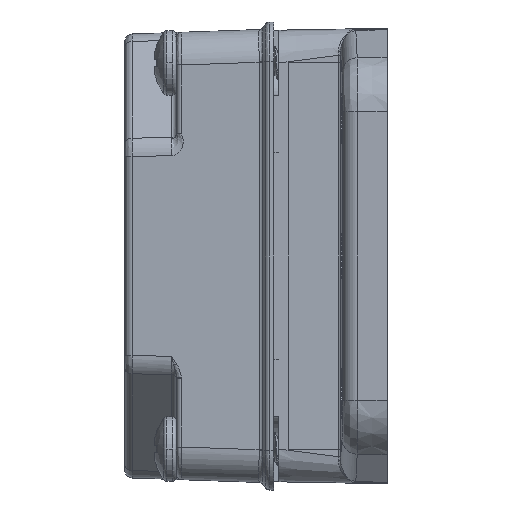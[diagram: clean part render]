
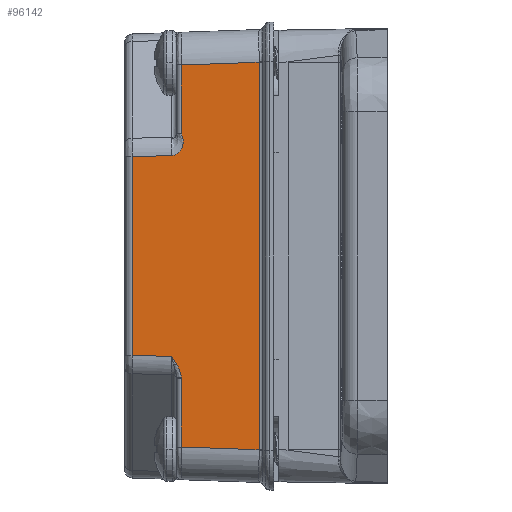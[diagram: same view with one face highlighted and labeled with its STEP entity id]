
A CAD part, left-side view. The second image highlights one B-rep face of the part: STEP entity #96142.
In plain terms, the highlighted planar face has unit normal (-0.999, 0.035, 0).
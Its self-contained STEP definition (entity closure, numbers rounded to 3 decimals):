
#13573=CARTESIAN_POINT('',(-63.205,39.935,
37.059));
#13619=DIRECTION('',(0.,0.,-1.));
#13620=VECTOR('',#13619,75.171);
#13621=CARTESIAN_POINT('',(-63.731,24.862,
37.585));
#13622=LINE('',#13621,#13620);
#13623=DIRECTION('',(-0.035,-0.999,-0.035));
#13624=VECTOR('',#13623,15.091);
#13625=CARTESIAN_POINT('',(-63.205,39.935,
-37.059));
#13626=LINE('',#13625,#13624);
#13627=DIRECTION('',(0.,0.,1.));
#13628=VECTOR('',#13627,13.199);
#13629=CARTESIAN_POINT('',(-63.205,39.935,
-37.059));
#13630=LINE('',#13629,#13628);
#13631=CARTESIAN_POINT('',(-63.205,39.935,
-23.86));
#13632=CARTESIAN_POINT('',(-63.205,39.935,
-23.821));
#13633=CARTESIAN_POINT('',(-63.205,39.936,
-23.742));
#13634=CARTESIAN_POINT('',(-63.205,39.941,
-23.625));
#13635=CARTESIAN_POINT('',(-63.205,39.947,
-23.548));
#13636=CARTESIAN_POINT('',(-63.205,39.95,
-23.509));
#13638=CARTESIAN_POINT('',(-63.205,39.95,
-23.509));
#13639=CARTESIAN_POINT('',(-63.204,39.958,
-23.425));
#13640=CARTESIAN_POINT('',(-63.204,39.978,
-23.252));
#13641=CARTESIAN_POINT('',(-63.202,40.028,
-22.98));
#13642=CARTESIAN_POINT('',(-63.199,40.098,
-22.693));
#13643=CARTESIAN_POINT('',(-63.196,40.191,
-22.388));
#13644=CARTESIAN_POINT('',(-63.192,40.311,
-22.063));
#13645=CARTESIAN_POINT('',(-63.187,40.463,
-21.713));
#13646=CARTESIAN_POINT('',(-63.18,40.653,
-21.328));
#13647=CARTESIAN_POINT('',(-63.174,40.812,
-21.045));
#13648=CARTESIAN_POINT('',(-63.171,40.9,-20.897));
#13650=DIRECTION('',(-0.035,-0.999,-0.014));
#13651=VECTOR('',#13650,7.593);
#13652=CARTESIAN_POINT('',(-62.873,49.452,
-19.335));
#13653=LINE('',#13652,#13651);
#13654=DIRECTION('',(0.,0.,1.));
#13655=VECTOR('',#13654,38.67);
#13656=CARTESIAN_POINT('',(-62.873,49.452,
-19.335));
#13657=LINE('',#13656,#13655);
#13658=DIRECTION('',(0.035,0.999,-0.014));
#13659=VECTOR('',#13658,7.593);
#13660=CARTESIAN_POINT('',(-63.138,41.865,
19.445));
#13661=LINE('',#13660,#13659);
#13662=CARTESIAN_POINT('',(-63.138,41.865,
19.445));
#13663=CARTESIAN_POINT('',(-63.139,41.819,
19.445));
#13664=CARTESIAN_POINT('',(-63.142,41.729,
19.451));
#13665=CARTESIAN_POINT('',(-63.147,41.596,
19.469));
#13666=CARTESIAN_POINT('',(-63.152,41.465,
19.498));
#13667=CARTESIAN_POINT('',(-63.156,41.335,
19.537));
#13668=CARTESIAN_POINT('',(-63.161,41.204,
19.587));
#13669=CARTESIAN_POINT('',(-63.166,41.07,
19.649));
#13670=CARTESIAN_POINT('',(-63.17,40.928,
19.727));
#13671=CARTESIAN_POINT('',(-63.176,40.777,
19.824));
#13672=CARTESIAN_POINT('',(-63.181,40.617,
19.943));
#13673=CARTESIAN_POINT('',(-63.187,40.458,
20.082));
#13674=CARTESIAN_POINT('',(-63.192,40.308,
20.236));
#13675=CARTESIAN_POINT('',(-63.197,40.171,
20.398));
#13676=CARTESIAN_POINT('',(-63.201,40.048,
20.57));
#13677=CARTESIAN_POINT('',(-63.205,39.938,
20.749));
#13678=CARTESIAN_POINT('',(-63.208,39.842,
20.936));
#13679=CARTESIAN_POINT('',(-63.211,39.761,
21.129));
#13680=CARTESIAN_POINT('',(-63.214,39.695,
21.327));
#13681=CARTESIAN_POINT('',(-63.215,39.644,
21.53));
#13682=CARTESIAN_POINT('',(-63.217,39.608,
21.739));
#13683=CARTESIAN_POINT('',(-63.217,39.587,
21.953));
#13684=CARTESIAN_POINT('',(-63.217,39.583,
22.164));
#13685=CARTESIAN_POINT('',(-63.217,39.594,
22.363));
#13686=CARTESIAN_POINT('',(-63.216,39.614,
22.542));
#13687=CARTESIAN_POINT('',(-63.215,39.641,
22.699));
#13688=CARTESIAN_POINT('',(-63.214,39.67,
22.837));
#13689=CARTESIAN_POINT('',(-63.213,39.701,
22.96));
#13690=CARTESIAN_POINT('',(-63.212,39.731,
23.071));
#13691=CARTESIAN_POINT('',(-63.211,39.762,
23.171));
#13692=CARTESIAN_POINT('',(-63.21,39.79,
23.262));
#13693=CARTESIAN_POINT('',(-63.209,39.816,
23.344));
#13694=CARTESIAN_POINT('',(-63.208,39.84,
23.417));
#13695=CARTESIAN_POINT('',(-63.208,39.861,
23.483));
#13696=CARTESIAN_POINT('',(-63.207,39.879,
23.546));
#13697=CARTESIAN_POINT('',(-63.206,39.896,
23.606));
#13698=CARTESIAN_POINT('',(-63.206,39.911,
23.668));
#13699=CARTESIAN_POINT('',(-63.206,39.924,
23.732));
#13700=CARTESIAN_POINT('',(-63.205,39.933,
23.796));
#13701=CARTESIAN_POINT('',(-63.205,39.935,
23.839));
#13702=CARTESIAN_POINT('',(-63.205,39.935,
23.86));
#13704=DIRECTION('',(0.,0.,1.));
#13705=VECTOR('',#13704,13.199);
#13706=CARTESIAN_POINT('',(-63.205,39.935,
23.86));
#13707=LINE('',#13706,#13705);
#13708=DIRECTION('',(-0.035,-0.999,0.035));
#13709=VECTOR('',#13708,15.091);
#13710=CARTESIAN_POINT('',(-63.205,39.935,
37.059));
#13711=LINE('',#13710,#13709);
#15467=CARTESIAN_POINT('',(-63.171,40.9,-20.897));
#15468=CARTESIAN_POINT('',(-63.168,40.985,
-20.754));
#15469=CARTESIAN_POINT('',(-63.162,41.17,
-20.455));
#15470=CARTESIAN_POINT('',(-63.151,41.496,
-19.969));
#15471=CARTESIAN_POINT('',(-63.142,41.738,
-19.624));
#15472=CARTESIAN_POINT('',(-63.138,41.865,
-19.445));
#76587=CARTESIAN_POINT('',(-62.873,49.452,
-19.335));
#76588=CARTESIAN_POINT('',(-62.873,49.452,
19.335));
#76589=VERTEX_POINT('',#76587);
#76590=VERTEX_POINT('',#76588);
#76650=CARTESIAN_POINT('',(-63.731,24.862,
37.585));
#76651=CARTESIAN_POINT('',(-63.731,24.862,
-37.585));
#76652=VERTEX_POINT('',#76650);
#76653=VERTEX_POINT('',#76651);
#76730=VERTEX_POINT('',#13573);
#76731=CARTESIAN_POINT('',(-63.205,39.935,
23.86));
#76732=VERTEX_POINT('',#76731);
#76733=CARTESIAN_POINT('',(-63.205,39.935,
-37.059));
#76734=CARTESIAN_POINT('',(-63.205,39.935,
-23.86));
#76735=VERTEX_POINT('',#76733);
#76736=VERTEX_POINT('',#76734);
#76891=CARTESIAN_POINT('',(-63.138,41.865,
19.445));
#76892=VERTEX_POINT('',#76891);
#76907=CARTESIAN_POINT('',(-63.138,41.865,
-19.445));
#76908=VERTEX_POINT('',#76907);
#77269=VERTEX_POINT('',#13636);
#77270=VERTEX_POINT('',#13648);
#96113=CARTESIAN_POINT('',(-63.8,22.9,-47.046));
#96114=DIRECTION('',(-0.999,0.035,0.));
#96115=DIRECTION('',(0.,0.,-1.));
#96116=AXIS2_PLACEMENT_3D('',#96113,#96114,#96115);
#96117=PLANE('',#96116);
#96118=ORIENTED_EDGE('',*,*,#96104,.T.);
#96120=ORIENTED_EDGE('',*,*,#96119,.F.);
#96122=ORIENTED_EDGE('',*,*,#96121,.T.);
#96124=ORIENTED_EDGE('',*,*,#96123,.T.);
#96126=ORIENTED_EDGE('',*,*,#96125,.T.);
#96128=ORIENTED_EDGE('',*,*,#96127,.T.);
#96130=ORIENTED_EDGE('',*,*,#96129,.F.);
#96132=ORIENTED_EDGE('',*,*,#96131,.T.);
#96134=ORIENTED_EDGE('',*,*,#96133,.F.);
#96136=ORIENTED_EDGE('',*,*,#96135,.T.);
#96138=ORIENTED_EDGE('',*,*,#96137,.T.);
#96139=ORIENTED_EDGE('',*,*,#96047,.T.);
#96140=EDGE_LOOP('',(#96118,#96120,#96122,#96124,#96126,#96128,#96130,#96132,
#96134,#96136,#96138,#96139));
#96141=FACE_OUTER_BOUND('',#96140,.F.);
#96142=ADVANCED_FACE('',(#96141),#96117,.T.);
#13637=B_SPLINE_CURVE_WITH_KNOTS('',3,(#13631,#13632,#13633,#13634,#13635,
#13636),.UNSPECIFIED.,.F.,.F.,(4,1,1,4),(0.,0.333,
0.667,1.),.UNSPECIFIED.);
#13649=B_SPLINE_CURVE_WITH_KNOTS('',3,(#13638,#13639,#13640,#13641,#13642,
#13643,#13644,#13645,#13646,#13647,#13648),.UNSPECIFIED.,.F.,.F.,(4,1,1,1,1,1,1,
1,4),(0.,0.125,0.25,0.375,0.5,0.625,0.75,0.875,1.),
.UNSPECIFIED.);
#13703=B_SPLINE_CURVE_WITH_KNOTS('',3,(#13662,#13663,#13664,#13665,#13666,
#13667,#13668,#13669,#13670,#13671,#13672,#13673,#13674,#13675,#13676,#13677,
#13678,#13679,#13680,#13681,#13682,#13683,#13684,#13685,#13686,#13687,#13688,
#13689,#13690,#13691,#13692,#13693,#13694,#13695,#13696,#13697,#13698,#13699,
#13700,#13701,#13702),.UNSPECIFIED.,.F.,.F.,(4,1,1,1,1,1,1,1,1,1,1,1,1,1,1,1,1,
1,1,1,1,1,1,1,1,1,1,1,1,1,1,1,1,1,1,1,1,1,4),(0.,0.026,
0.053,0.079,0.105,0.132,
0.158,0.184,0.211,0.237,
0.263,0.289,0.316,0.342,
0.368,0.395,0.421,0.447,
0.474,0.5,0.526,0.553,0.579,
0.605,0.632,0.658,0.684,
0.711,0.737,0.763,0.789,
0.816,0.842,0.868,0.895,
0.921,0.947,0.974,1.),.UNSPECIFIED.);
#15473=B_SPLINE_CURVE_WITH_KNOTS('',3,(#15467,#15468,#15469,#15470,#15471,
#15472),.UNSPECIFIED.,.F.,.F.,(4,1,1,4),(0.,0.333,
0.667,1.),.UNSPECIFIED.);
#96047=EDGE_CURVE('',#76730,#76652,#13711,.T.);
#96104=EDGE_CURVE('',#76652,#76653,#13622,.T.);
#96119=EDGE_CURVE('',#76735,#76653,#13626,.T.);
#96121=EDGE_CURVE('',#76735,#76736,#13630,.T.);
#96123=EDGE_CURVE('',#76736,#77269,#13637,.T.);
#96125=EDGE_CURVE('',#77269,#77270,#13649,.T.);
#96127=EDGE_CURVE('',#77270,#76908,#15473,.T.);
#96129=EDGE_CURVE('',#76589,#76908,#13653,.T.);
#96131=EDGE_CURVE('',#76589,#76590,#13657,.T.);
#96133=EDGE_CURVE('',#76892,#76590,#13661,.T.);
#96135=EDGE_CURVE('',#76892,#76732,#13703,.T.);
#96137=EDGE_CURVE('',#76732,#76730,#13707,.T.);
